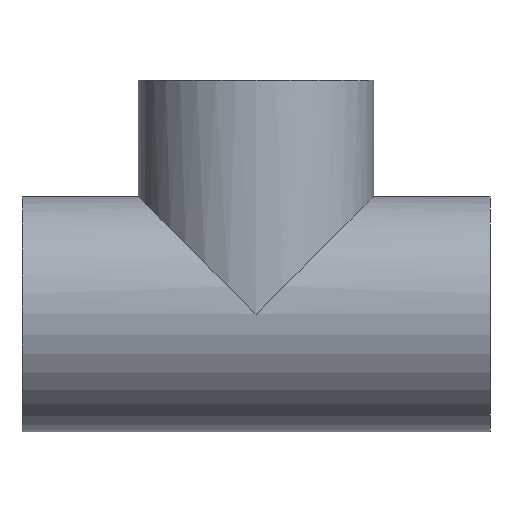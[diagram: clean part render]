
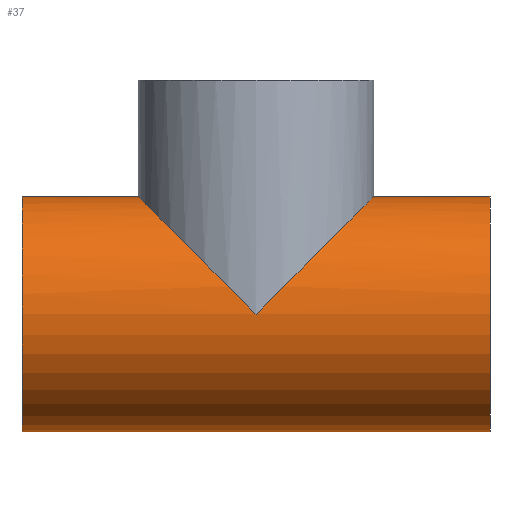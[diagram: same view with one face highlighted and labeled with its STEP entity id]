
A CAD part, front view. The second image highlights one B-rep face of the part: STEP entity #37.
In plain terms, the highlighted cylindrical face has radius 17.6 mm (diameter 35.2 mm), a full revolution.
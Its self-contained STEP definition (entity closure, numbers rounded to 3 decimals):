
#37 = ADVANCED_FACE( '', ( #80, #81, #82 ), #83, .T. );
#80 = FACE_OUTER_BOUND( '', #141, .T. );
#81 = FACE_OUTER_BOUND( '', #142, .T. );
#82 = FACE_BOUND( '', #143, .T. );
#83 = CYLINDRICAL_SURFACE( '', #144, 17.6 );
#141 = EDGE_LOOP( '', ( #196 ) );
#142 = EDGE_LOOP( '', ( #197 ) );
#143 = EDGE_LOOP( '', ( #198, #199 ) );
#144 = AXIS2_PLACEMENT_3D( '', #200, #201, #202 );
#196 = ORIENTED_EDGE( '', *, *, #280, .T. );
#197 = ORIENTED_EDGE( '', *, *, #281, .F. );
#198 = ORIENTED_EDGE( '', *, *, #282, .F. );
#199 = ORIENTED_EDGE( '', *, *, #283, .F. );
#200 = CARTESIAN_POINT( '', ( 18., 0., 0. ) );
#201 = DIRECTION( '', ( 1., 0., 0. ) );
#202 = DIRECTION( '', ( 0., 0., 1. ) );
#280 = EDGE_CURVE( '', #309, #309, #310, .T. );
#281 = EDGE_CURVE( '', #311, #311, #312, .T. );
#282 = EDGE_CURVE( '', #313, #314, #315, .F. );
#283 = EDGE_CURVE( '', #314, #313, #316, .T. );
#309 = VERTEX_POINT( '', #354 );
#310 = CIRCLE( '', #355, 17.6 );
#311 = VERTEX_POINT( '', #356 );
#312 = CIRCLE( '', #357, 17.6 );
#313 = VERTEX_POINT( '', #358 );
#314 = VERTEX_POINT( '', #359 );
#315 = ELLIPSE( '', #360, 24.89, 17.6 );
#316 = ELLIPSE( '', #361, 24.89, 17.6 );
#354 = CARTESIAN_POINT( '', ( -52., 17.6, 0. ) );
#355 = AXIS2_PLACEMENT_3D( '', #398, #399, #400 );
#356 = CARTESIAN_POINT( '', ( 18., 17.6, 0. ) );
#357 = AXIS2_PLACEMENT_3D( '', #401, #402, #403 );
#358 = CARTESIAN_POINT( '', ( -17., 17.6, 0. ) );
#359 = CARTESIAN_POINT( '', ( -17., -17.6, 0. ) );
#360 = AXIS2_PLACEMENT_3D( '', #404, #405, #406 );
#361 = AXIS2_PLACEMENT_3D( '', #407, #408, #409 );
#398 = CARTESIAN_POINT( '', ( -52., 0., 0. ) );
#399 = DIRECTION( '', ( 1., 0., 0. ) );
#400 = DIRECTION( '', ( 0., 1., 0. ) );
#401 = CARTESIAN_POINT( '', ( 18., 0., 0. ) );
#402 = DIRECTION( '', ( 1., 0., 0. ) );
#403 = DIRECTION( '', ( 0., 1., 0. ) );
#404 = CARTESIAN_POINT( '', ( -17., 0., 0. ) );
#405 = DIRECTION( '', ( -0.707, 0., -0.707 ) );
#406 = DIRECTION( '', ( -0.707, 0., 0.707 ) );
#407 = CARTESIAN_POINT( '', ( -17., 0., 0. ) );
#408 = DIRECTION( '', ( -0.707, 0., 0.707 ) );
#409 = DIRECTION( '', ( -0.707, 0., -0.707 ) );
